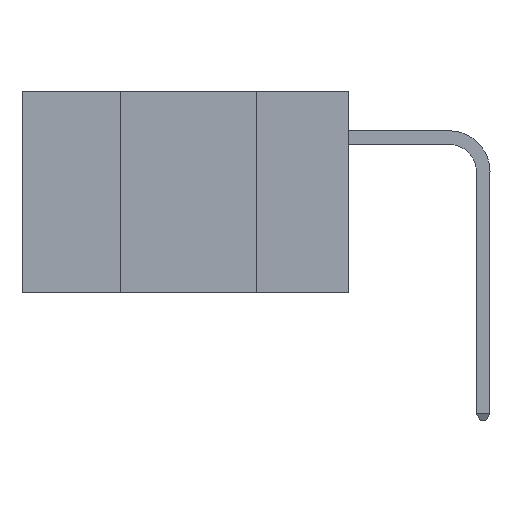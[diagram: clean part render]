
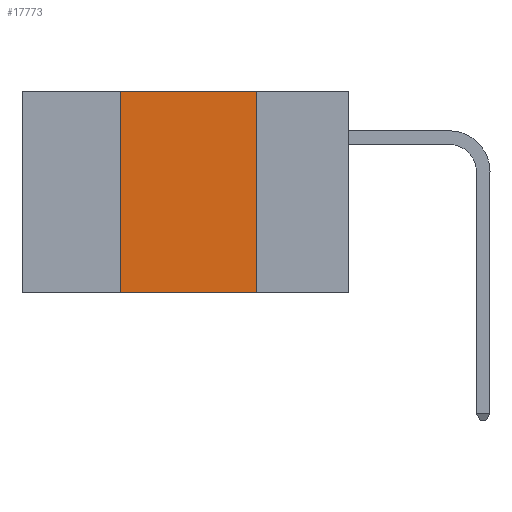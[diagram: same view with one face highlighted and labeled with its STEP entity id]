
A CAD part, left-side view. The second image highlights one B-rep face of the part: STEP entity #17773.
In plain terms, the highlighted planar face has unit normal (-1, 0, 0).
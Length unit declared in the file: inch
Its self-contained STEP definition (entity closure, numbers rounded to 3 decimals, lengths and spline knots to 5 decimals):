
#135 = VERTEX_POINT ( 'NONE', #9132 ) ;
#398 = ORIENTED_EDGE ( 'NONE', *, *, #3853, .F. ) ;
#684 = CARTESIAN_POINT ( 'NONE',  ( 0., 0.42, -0.37 ) ) ;
#690 = VECTOR ( 'NONE', #2260, 39.37008 ) ;
#1883 = CARTESIAN_POINT ( 'NONE',  ( 0., 0.17, 0. ) ) ;
#2260 = DIRECTION ( 'NONE',  ( 0., 0., 1. ) ) ;
#2918 = ORIENTED_EDGE ( 'NONE', *, *, #6927, .T. ) ;
#2996 = LINE ( 'NONE', #18832, #4025 ) ;
#3497 = EDGE_CURVE ( 'NONE', #135, #16351, #19724, .T. ) ;
#3567 = DIRECTION ( 'NONE',  ( 0., 0., -1. ) ) ;
#3853 = EDGE_CURVE ( 'NONE', #7910, #135, #15994, .T. ) ;
#4025 = VECTOR ( 'NONE', #9489, 39.37008 ) ;
#4425 = CARTESIAN_POINT ( 'NONE',  ( 0., 0.6, 0. ) ) ;
#5062 = LINE ( 'NONE', #10474, #690 ) ;
#6557 = ORIENTED_EDGE ( 'NONE', *, *, #3497, .F. ) ;
#6638 = DIRECTION ( 'NONE',  ( 1., 0., 0. ) ) ;
#6927 = EDGE_CURVE ( 'NONE', #11625, #16351, #2996, .T. ) ;
#7528 = VECTOR ( 'NONE', #14149, 39.37008 ) ;
#7910 = VERTEX_POINT ( 'NONE', #11715 ) ;
#9035 = CARTESIAN_POINT ( 'NONE',  ( 0., 0.17, -0.37 ) ) ;
#9132 = CARTESIAN_POINT ( 'NONE',  ( 0., 0.17, 0. ) ) ;
#9489 = DIRECTION ( 'NONE',  ( 0., -1., 0. ) ) ;
#10019 = EDGE_LOOP ( 'NONE', ( #6557, #398, #14822, #2918 ) ) ;
#10213 = EDGE_CURVE ( 'NONE', #11625, #7910, #5062, .T. ) ;
#10474 = CARTESIAN_POINT ( 'NONE',  ( 0., 0.42, 0. ) ) ;
#10559 = FACE_OUTER_BOUND ( 'NONE', #10019, .T. ) ;
#11625 = VERTEX_POINT ( 'NONE', #684 ) ;
#11715 = CARTESIAN_POINT ( 'NONE',  ( 0., 0.42, 0. ) ) ;
#13025 = CARTESIAN_POINT ( 'NONE',  ( 0., 0.6, 0. ) ) ;
#14149 = DIRECTION ( 'NONE',  ( 0., -1., 0. ) ) ;
#14822 = ORIENTED_EDGE ( 'NONE', *, *, #10213, .F. ) ;
#15652 = VECTOR ( 'NONE', #3567, 39.37008 ) ;
#15994 = LINE ( 'NONE', #4425, #7528 ) ;
#16351 = VERTEX_POINT ( 'NONE', #9035 ) ;
#17719 = AXIS2_PLACEMENT_3D ( 'NONE', #13025, #6638, #17722 ) ;
#17722 = DIRECTION ( 'NONE',  ( 0., 0., -1. ) ) ;
#17773 = ADVANCED_FACE ( 'NONE', ( #10559 ), #19207, .F. ) ;
#18832 = CARTESIAN_POINT ( 'NONE',  ( 0., 0.6, -0.37 ) ) ;
#19207 = PLANE ( 'NONE',  #17719 ) ;
#19724 = LINE ( 'NONE', #1883, #15652 ) ;
